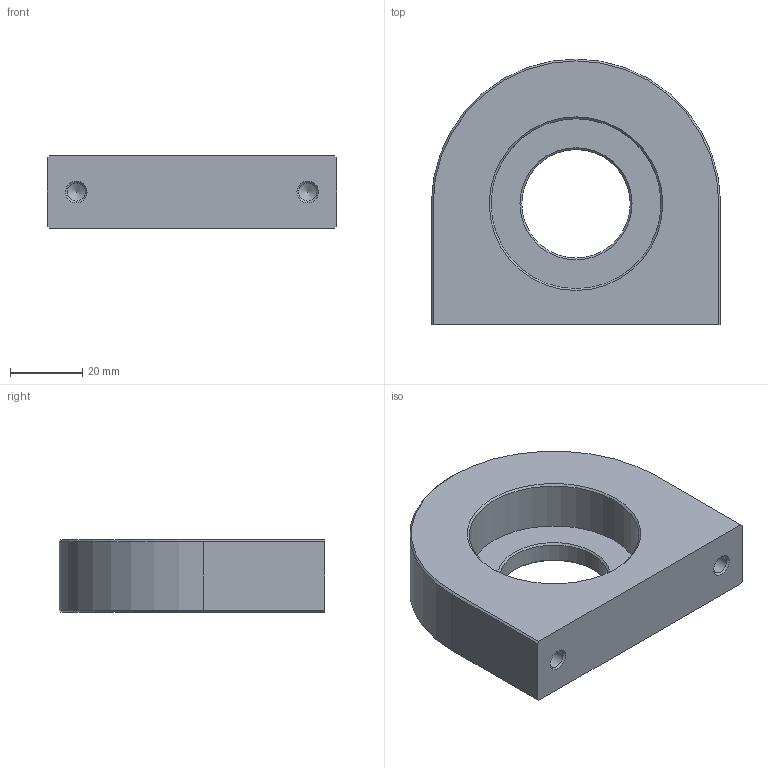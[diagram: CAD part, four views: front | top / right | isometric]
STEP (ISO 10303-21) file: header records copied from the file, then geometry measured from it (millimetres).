
FILE_DESCRIPTION(/* description */ (''),/* implementation_level */ '2;1');
FILE_NAME(/* name */ 'BearingHousing_Plate.stp',/* time_stamp */ '2018-04-10T14:04:22+08:00',/* author */ ('P445885'),/* organization */ (''),/* preprocessor_version */ 'ST-DEVELOPER v16.13',/* originating_system */ 'Autodesk Inventor 2018',/* authorisation */ '');
FILE_SCHEMA (('AUTOMOTIVE_DESIGN { 1 0 10303 214 3 1 1 }'));
Length unit declared in the file: millimetre
Products named in the file (1): BearingHousing_Plate
Bounding box: 80 x 73.5 x 20 mm (x, y, z)
Volume: 74631.8 mm3; surface area: 17316.8 mm2
Topology: 1 solids, 1 shells, 24 faces, 52 edges, 31 vertices
Faces by surface type: plane 10, cone 9, cylinder 5
Full cylindrical faces by diameter (mm): 5 x2, 30 x1, 47 x1
Entity records: 615 total; most frequent: DIRECTION 106, CARTESIAN_POINT 93, ORIENTED_EDGE 78, AXIS2_PLACEMENT_3D 42, EDGE_CURVE 39, EDGE_LOOP 38, VERTEX_POINT 29, FACE_OUTER_BOUND 24
